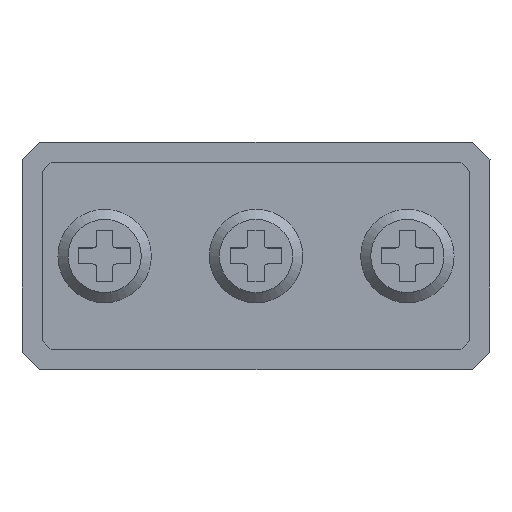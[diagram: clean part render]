
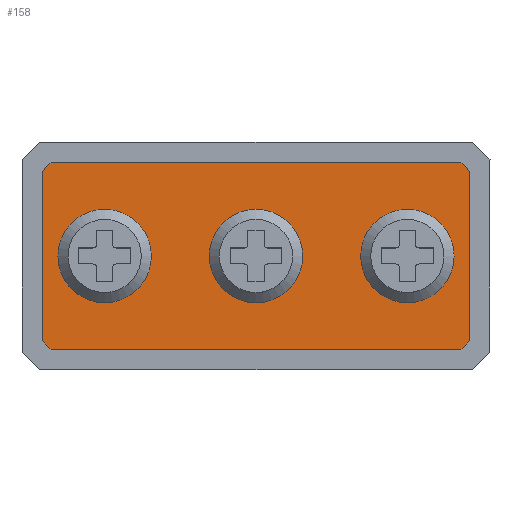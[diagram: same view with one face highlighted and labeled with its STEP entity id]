
A CAD part, top view. The second image highlights one B-rep face of the part: STEP entity #158.
In plain terms, the highlighted planar face has unit normal (0, 0, 1).
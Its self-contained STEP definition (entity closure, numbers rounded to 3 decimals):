
#27=CARTESIAN_POINT('',(0.,0.,0.8));
#28=DIRECTION('',(0.,0.,1.));
#29=DIRECTION('',(0.,-1.,0.));
#30=AXIS2_PLACEMENT_3D('',#27,#28,#29);
#31=PLANE('',#30);
#32=CARTESIAN_POINT('',(3.7,0.,0.8));
#33=VERTEX_POINT('',#32);
#34=CARTESIAN_POINT('',(-3.7,0.,0.8));
#35=VERTEX_POINT('',#34);
#36=CARTESIAN_POINT('',(0.,0.,0.8));
#37=DIRECTION('',(-0.,-0.,-1.));
#38=DIRECTION('',(1.,0.,-0.));
#39=AXIS2_PLACEMENT_3D('',#36,#37,#38);
#40=CIRCLE('',#39,3.7);
#41=EDGE_CURVE('',#33,#35,#40,.T.);
#42=ORIENTED_EDGE('',*,*,#41,.T.);
#43=CARTESIAN_POINT('',(0.,0.,0.8));
#44=DIRECTION('',(-0.,-0.,-1.));
#45=DIRECTION('',(1.,0.,-0.));
#46=AXIS2_PLACEMENT_3D('',#43,#44,#45);
#47=CIRCLE('',#46,3.7);
#48=EDGE_CURVE('',#35,#33,#47,.T.);
#49=ORIENTED_EDGE('',*,*,#48,.T.);
#50=EDGE_LOOP('',(#42,#49));
#51=FACE_BOUND('',#50,.T.);
#52=CARTESIAN_POINT('',(-8.3,-0.,0.8));
#53=VERTEX_POINT('',#52);
#54=CARTESIAN_POINT('',(-15.7,0.,0.8));
#55=VERTEX_POINT('',#54);
#56=CARTESIAN_POINT('',(-12.,0.,0.8));
#57=DIRECTION('',(-0.,-0.,-1.));
#58=DIRECTION('',(1.,0.,-0.));
#59=AXIS2_PLACEMENT_3D('',#56,#57,#58);
#60=CIRCLE('',#59,3.7);
#61=EDGE_CURVE('',#53,#55,#60,.T.);
#62=ORIENTED_EDGE('',*,*,#61,.T.);
#63=CARTESIAN_POINT('',(-12.,0.,0.8));
#64=DIRECTION('',(-0.,-0.,-1.));
#65=DIRECTION('',(1.,0.,-0.));
#66=AXIS2_PLACEMENT_3D('',#63,#64,#65);
#67=CIRCLE('',#66,3.7);
#68=EDGE_CURVE('',#55,#53,#67,.T.);
#69=ORIENTED_EDGE('',*,*,#68,.T.);
#70=EDGE_LOOP('',(#62,#69));
#71=FACE_BOUND('',#70,.T.);
#72=CARTESIAN_POINT('',(15.7,0.,0.8));
#73=VERTEX_POINT('',#72);
#74=CARTESIAN_POINT('',(8.3,0.,0.8));
#75=VERTEX_POINT('',#74);
#76=CARTESIAN_POINT('',(12.,0.,0.8));
#77=DIRECTION('',(-0.,-0.,-1.));
#78=DIRECTION('',(1.,0.,-0.));
#79=AXIS2_PLACEMENT_3D('',#76,#77,#78);
#80=CIRCLE('',#79,3.7);
#81=EDGE_CURVE('',#73,#75,#80,.T.);
#82=ORIENTED_EDGE('',*,*,#81,.T.);
#83=CARTESIAN_POINT('',(12.,0.,0.8));
#84=DIRECTION('',(-0.,-0.,-1.));
#85=DIRECTION('',(1.,0.,-0.));
#86=AXIS2_PLACEMENT_3D('',#83,#84,#85);
#87=CIRCLE('',#86,3.7);
#88=EDGE_CURVE('',#75,#73,#87,.T.);
#89=ORIENTED_EDGE('',*,*,#88,.T.);
#90=EDGE_LOOP('',(#82,#89));
#91=FACE_BOUND('',#90,.T.);
#92=CARTESIAN_POINT('',(-16.95,-6.725,0.8));
#93=VERTEX_POINT('',#92);
#94=CARTESIAN_POINT('',(-16.95,6.725,0.8));
#95=VERTEX_POINT('',#94);
#96=CARTESIAN_POINT('',(-16.95,-6.725,0.8));
#97=DIRECTION('',(0.,1.,0.));
#98=VECTOR('',#97,13.45);
#99=LINE('',#96,#98);
#100=EDGE_CURVE('',#93,#95,#99,.T.);
#101=ORIENTED_EDGE('',*,*,#100,.F.);
#102=CARTESIAN_POINT('',(-16.25,-7.425,0.8));
#103=VERTEX_POINT('',#102);
#104=CARTESIAN_POINT('',(-16.95,-6.725,0.8));
#105=DIRECTION('',(0.707,-0.707,-0.));
#106=VECTOR('',#105,0.99);
#107=LINE('',#104,#106);
#108=EDGE_CURVE('',#93,#103,#107,.T.);
#109=ORIENTED_EDGE('',*,*,#108,.T.);
#110=CARTESIAN_POINT('',(16.25,-7.425,0.8));
#111=VERTEX_POINT('',#110);
#112=CARTESIAN_POINT('',(16.25,-7.425,0.8));
#113=DIRECTION('',(-1.,0.,0.));
#114=VECTOR('',#113,32.5);
#115=LINE('',#112,#114);
#116=EDGE_CURVE('',#111,#103,#115,.T.);
#117=ORIENTED_EDGE('',*,*,#116,.F.);
#118=CARTESIAN_POINT('',(16.95,-6.725,0.8));
#119=VERTEX_POINT('',#118);
#120=CARTESIAN_POINT('',(16.25,-7.425,0.8));
#121=DIRECTION('',(0.707,0.707,0.));
#122=VECTOR('',#121,0.99);
#123=LINE('',#120,#122);
#124=EDGE_CURVE('',#111,#119,#123,.T.);
#125=ORIENTED_EDGE('',*,*,#124,.T.);
#126=CARTESIAN_POINT('',(16.95,6.725,0.8));
#127=VERTEX_POINT('',#126);
#128=CARTESIAN_POINT('',(16.95,-6.725,0.8));
#129=DIRECTION('',(0.,1.,0.));
#130=VECTOR('',#129,13.45);
#131=LINE('',#128,#130);
#132=EDGE_CURVE('',#119,#127,#131,.T.);
#133=ORIENTED_EDGE('',*,*,#132,.T.);
#134=CARTESIAN_POINT('',(16.25,7.425,0.8));
#135=VERTEX_POINT('',#134);
#136=CARTESIAN_POINT('',(16.95,6.725,0.8));
#137=DIRECTION('',(-0.707,0.707,-0.));
#138=VECTOR('',#137,0.99);
#139=LINE('',#136,#138);
#140=EDGE_CURVE('',#127,#135,#139,.T.);
#141=ORIENTED_EDGE('',*,*,#140,.T.);
#142=CARTESIAN_POINT('',(-16.25,7.425,0.8));
#143=VERTEX_POINT('',#142);
#144=CARTESIAN_POINT('',(16.25,7.425,0.8));
#145=DIRECTION('',(-1.,0.,0.));
#146=VECTOR('',#145,32.5);
#147=LINE('',#144,#146);
#148=EDGE_CURVE('',#135,#143,#147,.T.);
#149=ORIENTED_EDGE('',*,*,#148,.T.);
#150=CARTESIAN_POINT('',(-16.25,7.425,0.8));
#151=DIRECTION('',(-0.707,-0.707,0.));
#152=VECTOR('',#151,0.99);
#153=LINE('',#150,#152);
#154=EDGE_CURVE('',#143,#95,#153,.T.);
#155=ORIENTED_EDGE('',*,*,#154,.T.);
#156=EDGE_LOOP('',(#101,#109,#117,#125,#133,#141,#149,#155));
#157=FACE_BOUND('',#156,.T.);
#158=ADVANCED_FACE('',(#51,#71,#91,#157),#31,.T.);
